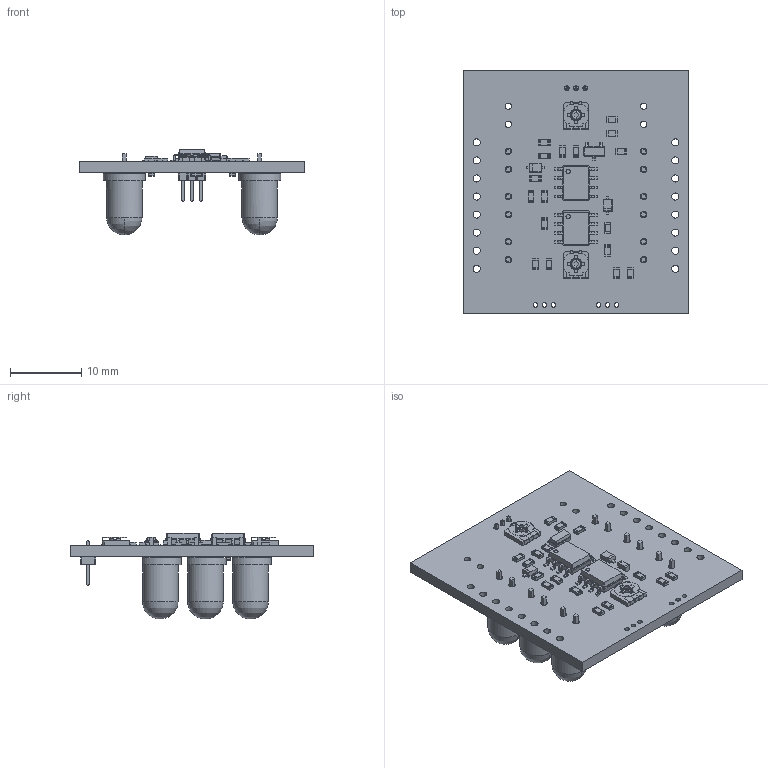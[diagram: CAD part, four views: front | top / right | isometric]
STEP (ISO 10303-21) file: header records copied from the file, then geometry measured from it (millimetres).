
FILE_DESCRIPTION(('FreeCAD Model'),'2;1');
FILE_NAME('Mu-Tron II_sp.step','2019-03-21T15:30:52',( 'kicad StepUp'),('ksu MCAD'),'Open CASCADE STEP processor 7.2', 'FreeCAD','Unknown');
FILE_SCHEMA(('AUTOMOTIVE_DESIGN { 1 0 10303 214 1 1 1 1 }'));
Length unit declared in the file: millimetre
Products named in the file (1): Mu-Tron_II_sp
Bounding box: 31.75 x 34.29 x 12.05 mm (x, y, z)
Volume: 2788.8 mm3; surface area: 4114 mm2
Topology: 39 solids, 39 shells, 1637 faces, 4243 edges, 2704 vertices
Faces by surface type: plane 1033, cylinder 401, bspline 143, torus 48, revolution 12
Full cylindrical faces by diameter (mm): 0.6 x2, 0.65 x9, 0.9 x16, 1 x16
Entity records: 62604 total; most frequent: CARTESIAN_POINT 11010, ORIENTED_EDGE 8486, DIRECTION 8023, EDGE_CURVE 4243, LINE 3053, VECTOR 3053, VERTEX_POINT 2704, AXIS2_PLACEMENT_3D 2479
